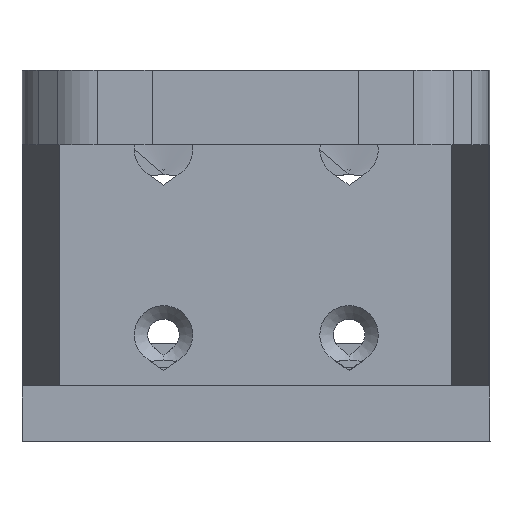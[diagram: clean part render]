
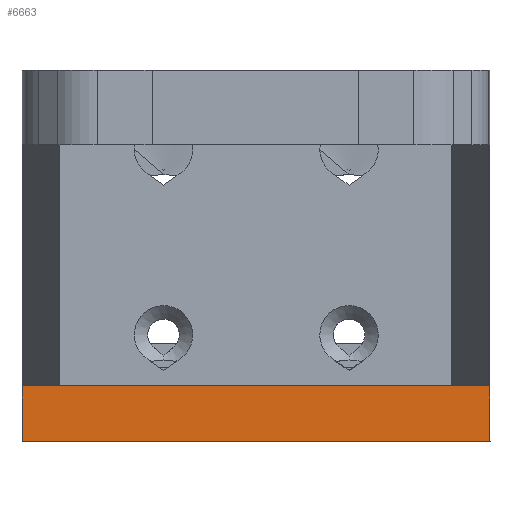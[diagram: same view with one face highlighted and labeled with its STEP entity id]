
A CAD part, left-side view. The second image highlights one B-rep face of the part: STEP entity #6663.
In plain terms, the highlighted planar face has unit normal (-1, 0, 0).
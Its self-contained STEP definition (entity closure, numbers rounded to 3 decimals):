
#263=PLANE('',#7130);
#557=FACE_OUTER_BOUND('',#937,.T.);
#937=EDGE_LOOP('',(#5428,#5429,#5430,#5431,#5432,#5433));
#1721=LINE('',#10329,#2469);
#1722=LINE('',#10331,#2470);
#1723=LINE('',#10333,#2471);
#1729=LINE('',#10353,#2477);
#1732=LINE('',#10358,#2480);
#1733=LINE('',#10360,#2481);
#2469=VECTOR('',#8335,10.);
#2470=VECTOR('',#8336,10.);
#2471=VECTOR('',#8337,10.);
#2477=VECTOR('',#8359,10.);
#2480=VECTOR('',#8364,10.);
#2481=VECTOR('',#8367,10.);
#3153=VERTEX_POINT('',#10326);
#3154=VERTEX_POINT('',#10328);
#3155=VERTEX_POINT('',#10330);
#3156=VERTEX_POINT('',#10332);
#3162=VERTEX_POINT('',#10352);
#3163=VERTEX_POINT('',#10356);
#3951=EDGE_CURVE('',#3154,#3153,#1721,.T.);
#3952=EDGE_CURVE('',#3155,#3154,#1722,.T.);
#3953=EDGE_CURVE('',#3156,#3155,#1723,.T.);
#3963=EDGE_CURVE('',#3156,#3162,#1729,.T.);
#3966=EDGE_CURVE('',#3153,#3163,#1732,.T.);
#3967=EDGE_CURVE('',#3162,#3163,#1733,.T.);
#5428=ORIENTED_EDGE('',*,*,#3953,.T.);
#5429=ORIENTED_EDGE('',*,*,#3952,.T.);
#5430=ORIENTED_EDGE('',*,*,#3951,.T.);
#5431=ORIENTED_EDGE('',*,*,#3966,.T.);
#5432=ORIENTED_EDGE('',*,*,#3967,.F.);
#5433=ORIENTED_EDGE('',*,*,#3963,.F.);
#6663=ADVANCED_FACE('',(#557),#263,.T.);
#7130=AXIS2_PLACEMENT_3D('',#10359,#8365,#8366);
#8335=DIRECTION('',(0.,1.,0.));
#8336=DIRECTION('',(0.,1.,0.));
#8337=DIRECTION('',(0.,1.,0.));
#8359=DIRECTION('',(0.,0.,-1.));
#8364=DIRECTION('',(0.,0.,-1.));
#8365=DIRECTION('center_axis',(-1.,0.,0.));
#8366=DIRECTION('ref_axis',(0.,1.,0.));
#8367=DIRECTION('',(0.,1.,0.));
#10326=CARTESIAN_POINT('',(44.401,52.043,-46.772));
#10328=CARTESIAN_POINT('',(44.401,52.032,-46.772));
#10329=CARTESIAN_POINT('',(44.401,39.438,-46.772));
#10330=CARTESIAN_POINT('',(44.401,1.811,-46.772));
#10331=CARTESIAN_POINT('',(44.401,39.438,-46.772));
#10332=CARTESIAN_POINT('',(44.401,1.624,-46.772));
#10333=CARTESIAN_POINT('',(44.401,39.438,-46.772));
#10352=CARTESIAN_POINT('',(44.401,1.624,-52.772));
#10353=CARTESIAN_POINT('',(44.401,1.624,-46.772));
#10356=CARTESIAN_POINT('',(44.401,52.043,-52.772));
#10358=CARTESIAN_POINT('',(44.401,52.043,-46.772));
#10359=CARTESIAN_POINT('Origin',(44.401,1.624,-46.772));
#10360=CARTESIAN_POINT('',(44.401,39.438,-52.772));
